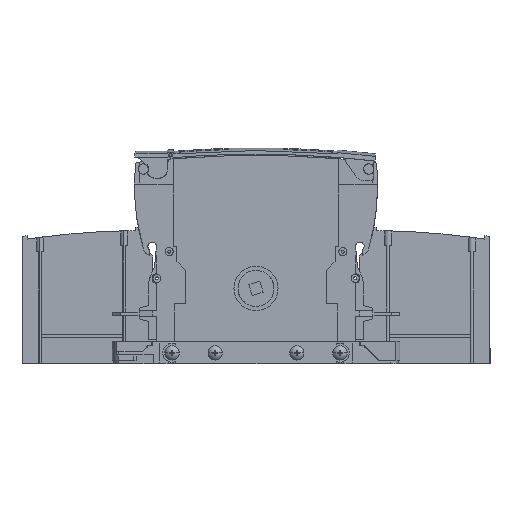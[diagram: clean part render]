
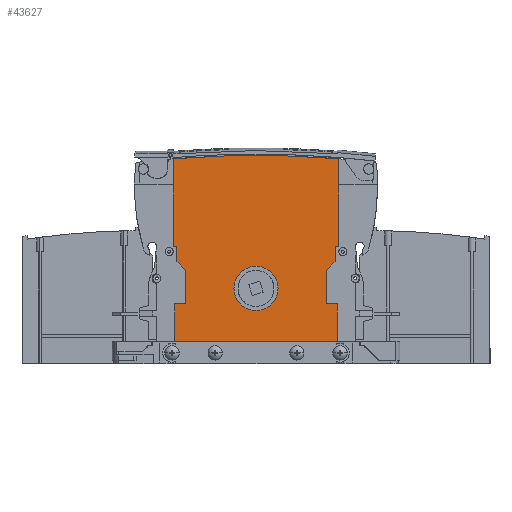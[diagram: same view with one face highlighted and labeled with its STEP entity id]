
A CAD part, left-side view. The second image highlights one B-rep face of the part: STEP entity #43627.
In plain terms, the highlighted planar face has unit normal (-1, 0, 0).
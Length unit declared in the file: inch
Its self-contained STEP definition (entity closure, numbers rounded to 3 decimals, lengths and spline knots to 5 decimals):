
#260 = EDGE_CURVE ( 'NONE', #55560, #49160, #21874, .T. ) ;
#2282 = LINE ( 'NONE', #51153, #84461 ) ;
#2839 = CARTESIAN_POINT ( 'NONE',  ( -11.37795, 2.71063, 0.04427 ) ) ;
#3010 = DIRECTION ( 'NONE',  ( 0., -1., 0. ) ) ;
#3197 = EDGE_CURVE ( 'NONE', #53975, #120237, #133432, .T. ) ;
#4786 = CARTESIAN_POINT ( 'NONE',  ( -11.37795, 2.65748, -0.50787 ) ) ;
#7072 = DIRECTION ( 'NONE',  ( 0., -1., 0. ) ) ;
#8825 = VECTOR ( 'NONE', #70283, 39.37008 ) ;
#9070 = DIRECTION ( 'NONE',  ( 0., 0., -1. ) ) ;
#10025 = VERTEX_POINT ( 'NONE', #27921 ) ;
#10725 = VERTEX_POINT ( 'NONE', #35427 ) ;
#12953 = AXIS2_PLACEMENT_3D ( 'NONE', #143190, #76125, #9070 ) ;
#13339 = CARTESIAN_POINT ( 'NONE',  ( -11.37795, -2.59449, 0.87851 ) ) ;
#14687 = DIRECTION ( 'NONE',  ( 1., 0., 0. ) ) ;
#15354 = VERTEX_POINT ( 'NONE', #75386 ) ;
#15485 = VECTOR ( 'NONE', #61026, 39.37008 ) ;
#16603 = EDGE_CURVE ( 'NONE', #117159, #26635, #48793, .T. ) ;
#16845 = EDGE_CURVE ( 'NONE', #120237, #117159, #113574, .T. ) ;
#17517 = EDGE_CURVE ( 'NONE', #96113, #47422, #27601, .T. ) ;
#17826 = CARTESIAN_POINT ( 'NONE',  ( -11.37795, -2.30315, -0.50787 ) ) ;
#19146 = VECTOR ( 'NONE', #40719, 39.37008 ) ;
#19165 = ORIENTED_EDGE ( 'NONE', *, *, #260, .T. ) ;
#20330 = CARTESIAN_POINT ( 'NONE',  ( -11.37795, 2.30315, 0.04427 ) ) ;
#21106 = FACE_BOUND ( 'NONE', #109540, .T. ) ;
#21874 = CIRCLE ( 'NONE', #128679, 0.72441 ) ;
#23523 = VECTOR ( 'NONE', #141363, 39.37008 ) ;
#23669 = VERTEX_POINT ( 'NONE', #46509 ) ;
#23682 = VERTEX_POINT ( 'NONE', #80745 ) ;
#24185 = CARTESIAN_POINT ( 'NONE',  ( -11.37795, -2.71063, 1.37791 ) ) ;
#26635 = VERTEX_POINT ( 'NONE', #127996 ) ;
#27457 = EDGE_CURVE ( 'NONE', #47422, #23669, #117078, .T. ) ;
#27601 = LINE ( 'NONE', #134224, #109899 ) ;
#27706 = VECTOR ( 'NONE', #144302, 39.37008 ) ;
#27921 = CARTESIAN_POINT ( 'NONE',  ( -11.37795, -2.71063, 4.25413 ) ) ;
#28095 = CIRCLE ( 'NONE', #12953, 33.42488 ) ;
#29483 = CARTESIAN_POINT ( 'NONE',  ( -11.37795, 2.67126, 0.04427 ) ) ;
#30182 = VERTEX_POINT ( 'NONE', #88149 ) ;
#30224 = ORIENTED_EDGE ( 'NONE', *, *, #65265, .T. ) ;
#31571 = DIRECTION ( 'NONE',  ( 0., 0., -1. ) ) ;
#33471 = CARTESIAN_POINT ( 'NONE',  ( -11.37795, 0., 0. ) ) ;
#35427 = CARTESIAN_POINT ( 'NONE',  ( -11.37795, -2.67126, -0.50787 ) ) ;
#37237 = ORIENTED_EDGE ( 'NONE', *, *, #120958, .T. ) ;
#38579 = LINE ( 'NONE', #2839, #8825 ) ;
#39983 = ORIENTED_EDGE ( 'NONE', *, *, #50803, .T. ) ;
#40719 = DIRECTION ( 'NONE',  ( 0., 0., -1. ) ) ;
#42630 = VECTOR ( 'NONE', #118262, 39.37008 ) ;
#42767 = EDGE_LOOP ( 'NONE', ( #115111, #138555, #83760, #39983, #122110, #50170, #30224, #106325, #59943, #117475, #107828, #141210, #37237, #88493, #119060, #93956 ) ) ;
#43627 = ADVANCED_FACE ( 'NONE', ( #54382, #21106 ), #107416, .T. ) ;
#43811 = DIRECTION ( 'NONE',  ( 0., 1., 0. ) ) ;
#44306 = LINE ( 'NONE', #84494, #56537 ) ;
#44751 = DIRECTION ( 'NONE',  ( 0., -1., 0. ) ) ;
#46315 = LINE ( 'NONE', #103740, #139171 ) ;
#46466 = CARTESIAN_POINT ( 'NONE',  ( -11.37795, 2.59449, 0.87851 ) ) ;
#46509 = CARTESIAN_POINT ( 'NONE',  ( -11.37795, -2.71063, 1.37791 ) ) ;
#47422 = VERTEX_POINT ( 'NONE', #99079 ) ;
#48793 = LINE ( 'NONE', #4786, #15485 ) ;
#49128 = AXIS2_PLACEMENT_3D ( 'NONE', #33471, #111840, #44751 ) ;
#49160 = VERTEX_POINT ( 'NONE', #124201 ) ;
#49865 = EDGE_CURVE ( 'NONE', #15354, #96113, #137629, .T. ) ;
#50170 = ORIENTED_EDGE ( 'NONE', *, *, #84934, .T. ) ;
#50803 = EDGE_CURVE ( 'NONE', #81691, #30182, #46315, .T. ) ;
#51153 = CARTESIAN_POINT ( 'NONE',  ( -11.37795, 2.65748, 1.37791 ) ) ;
#51545 = EDGE_CURVE ( 'NONE', #65245, #53975, #72407, .T. ) ;
#53512 = CARTESIAN_POINT ( 'NONE',  ( -11.37795, 2.30315, -0.50787 ) ) ;
#53975 = VERTEX_POINT ( 'NONE', #61906 ) ;
#54382 = FACE_OUTER_BOUND ( 'NONE', #42767, .T. ) ;
#54527 = CARTESIAN_POINT ( 'NONE',  ( -11.37795, 2.67126, -1.74016 ) ) ;
#55560 = VERTEX_POINT ( 'NONE', #89691 ) ;
#56537 = VECTOR ( 'NONE', #74723, 39.37008 ) ;
#57946 = DIRECTION ( 'NONE',  ( 0., 0., -1. ) ) ;
#58558 = EDGE_CURVE ( 'NONE', #30182, #10725, #139147, .T. ) ;
#59943 = ORIENTED_EDGE ( 'NONE', *, *, #17517, .T. ) ;
#60325 = EDGE_CURVE ( 'NONE', #23682, #65245, #2282, .T. ) ;
#61026 = DIRECTION ( 'NONE',  ( 0., 1., 0. ) ) ;
#61534 = CARTESIAN_POINT ( 'NONE',  ( -11.37795, 2.59449, 1.37791 ) ) ;
#61906 = CARTESIAN_POINT ( 'NONE',  ( -11.37795, 2.59449, 0.87851 ) ) ;
#62839 = CARTESIAN_POINT ( 'NONE',  ( -11.37795, 2.65748, 0.04427 ) ) ;
#63034 = CARTESIAN_POINT ( 'NONE',  ( -11.37795, -2.67126, 0.04427 ) ) ;
#65245 = VERTEX_POINT ( 'NONE', #61534 ) ;
#65265 = EDGE_CURVE ( 'NONE', #124802, #15354, #44306, .T. ) ;
#67116 = DIRECTION ( 'NONE',  ( 0., 0., 1. ) ) ;
#67505 = VECTOR ( 'NONE', #94700, 39.37008 ) ;
#69230 = ORIENTED_EDGE ( 'NONE', *, *, #143784, .T. ) ;
#70283 = DIRECTION ( 'NONE',  ( 0., 0., -1. ) ) ;
#72407 = LINE ( 'NONE', #84413, #42630 ) ;
#74086 = DIRECTION ( 'NONE',  ( -1., 0., 0. ) ) ;
#74723 = DIRECTION ( 'NONE',  ( 0., 0., 1. ) ) ;
#75386 = CARTESIAN_POINT ( 'NONE',  ( -11.37795, -2.30315, 0.58717 ) ) ;
#76125 = DIRECTION ( 'NONE',  ( 1., 0., 0. ) ) ;
#80233 = VECTOR ( 'NONE', #31571, 39.37008 ) ;
#80745 = CARTESIAN_POINT ( 'NONE',  ( -11.37795, 2.71063, 1.37791 ) ) ;
#81691 = VERTEX_POINT ( 'NONE', #54527 ) ;
#81733 = CARTESIAN_POINT ( 'NONE',  ( -11.37795, 0., 0. ) ) ;
#81977 = LINE ( 'NONE', #122220, #141569 ) ;
#83760 = ORIENTED_EDGE ( 'NONE', *, *, #105649, .T. ) ;
#84413 = CARTESIAN_POINT ( 'NONE',  ( -11.37795, 2.59449, 0.04427 ) ) ;
#84461 = VECTOR ( 'NONE', #107463, 39.37008 ) ;
#84494 = CARTESIAN_POINT ( 'NONE',  ( -11.37795, -2.30315, 0.04427 ) ) ;
#84934 = EDGE_CURVE ( 'NONE', #10725, #124802, #81977, .T. ) ;
#88149 = CARTESIAN_POINT ( 'NONE',  ( -11.37795, -2.67126, -1.74016 ) ) ;
#88493 = ORIENTED_EDGE ( 'NONE', *, *, #60325, .T. ) ;
#89664 = EDGE_CURVE ( 'NONE', #10025, #23669, #133906, .T. ) ;
#89691 = CARTESIAN_POINT ( 'NONE',  ( -11.37795, -0.72441, 0. ) ) ;
#92917 = DIRECTION ( 'NONE',  ( 0., -1., 0. ) ) ;
#93956 = ORIENTED_EDGE ( 'NONE', *, *, #3197, .T. ) ;
#94700 = DIRECTION ( 'NONE',  ( 0., -0.707, 0.707 ) ) ;
#96113 = VERTEX_POINT ( 'NONE', #13339 ) ;
#97675 = AXIS2_PLACEMENT_3D ( 'NONE', #62839, #74086, #7072 ) ;
#99079 = CARTESIAN_POINT ( 'NONE',  ( -11.37795, -2.59449, 1.37791 ) ) ;
#100529 = VECTOR ( 'NONE', #57946, 39.37008 ) ;
#103591 = VECTOR ( 'NONE', #124855, 39.37008 ) ;
#103740 = CARTESIAN_POINT ( 'NONE',  ( -11.37795, 2.65748, -1.74016 ) ) ;
#105649 = EDGE_CURVE ( 'NONE', #26635, #81691, #138282, .T. ) ;
#106325 = ORIENTED_EDGE ( 'NONE', *, *, #49865, .T. ) ;
#107416 = PLANE ( 'NONE',  #97675 ) ;
#107463 = DIRECTION ( 'NONE',  ( 0., -1., 0. ) ) ;
#107828 = ORIENTED_EDGE ( 'NONE', *, *, #89664, .F. ) ;
#109540 = EDGE_LOOP ( 'NONE', ( #19165, #69230 ) ) ;
#109899 = VECTOR ( 'NONE', #67116, 39.37008 ) ;
#111840 = DIRECTION ( 'NONE',  ( 1., 0., 0. ) ) ;
#113574 = LINE ( 'NONE', #20330, #80233 ) ;
#115111 = ORIENTED_EDGE ( 'NONE', *, *, #16845, .T. ) ;
#117078 = LINE ( 'NONE', #133075, #27706 ) ;
#117159 = VERTEX_POINT ( 'NONE', #53512 ) ;
#117475 = ORIENTED_EDGE ( 'NONE', *, *, #27457, .T. ) ;
#118262 = DIRECTION ( 'NONE',  ( 0., 0., -1. ) ) ;
#118789 = CARTESIAN_POINT ( 'NONE',  ( -11.37795, -2.30315, 0.58717 ) ) ;
#119060 = ORIENTED_EDGE ( 'NONE', *, *, #51545, .T. ) ;
#120237 = VERTEX_POINT ( 'NONE', #133165 ) ;
#120639 = CARTESIAN_POINT ( 'NONE',  ( -11.37795, 2.71063, 4.25413 ) ) ;
#120958 = EDGE_CURVE ( 'NONE', #129714, #23682, #38579, .T. ) ;
#122110 = ORIENTED_EDGE ( 'NONE', *, *, #58558, .T. ) ;
#122220 = CARTESIAN_POINT ( 'NONE',  ( -11.37795, 2.65748, -0.50787 ) ) ;
#124201 = CARTESIAN_POINT ( 'NONE',  ( -11.37795, 0.72441, 0. ) ) ;
#124802 = VERTEX_POINT ( 'NONE', #17826 ) ;
#124855 = DIRECTION ( 'NONE',  ( 0., -0.707, -0.707 ) ) ;
#127996 = CARTESIAN_POINT ( 'NONE',  ( -11.37795, 2.67126, -0.50787 ) ) ;
#128679 = AXIS2_PLACEMENT_3D ( 'NONE', #81733, #14687, #92917 ) ;
#129714 = VERTEX_POINT ( 'NONE', #120639 ) ;
#133075 = CARTESIAN_POINT ( 'NONE',  ( -11.37795, 2.65748, 1.37791 ) ) ;
#133165 = CARTESIAN_POINT ( 'NONE',  ( -11.37795, 2.30315, 0.58717 ) ) ;
#133432 = LINE ( 'NONE', #46466, #103591 ) ;
#133906 = LINE ( 'NONE', #24185, #100529 ) ;
#134224 = CARTESIAN_POINT ( 'NONE',  ( -11.37795, -2.59449, 0.04427 ) ) ;
#135663 = EDGE_CURVE ( 'NONE', #129714, #10025, #28095, .T. ) ;
#137629 = LINE ( 'NONE', #118789, #67505 ) ;
#138282 = LINE ( 'NONE', #29483, #19146 ) ;
#138555 = ORIENTED_EDGE ( 'NONE', *, *, #16603, .T. ) ;
#139147 = LINE ( 'NONE', #63034, #23523 ) ;
#139171 = VECTOR ( 'NONE', #3010, 39.37008 ) ;
#141210 = ORIENTED_EDGE ( 'NONE', *, *, #135663, .F. ) ;
#141363 = DIRECTION ( 'NONE',  ( 0., 0., 1. ) ) ;
#141569 = VECTOR ( 'NONE', #43811, 39.37008 ) ;
#142789 = CIRCLE ( 'NONE', #49128, 0.72441 ) ;
#143190 = CARTESIAN_POINT ( 'NONE',  ( -11.37795, 0., -29.06066 ) ) ;
#143784 = EDGE_CURVE ( 'NONE', #49160, #55560, #142789, .T. ) ;
#144302 = DIRECTION ( 'NONE',  ( 0., -1., 0. ) ) ;
